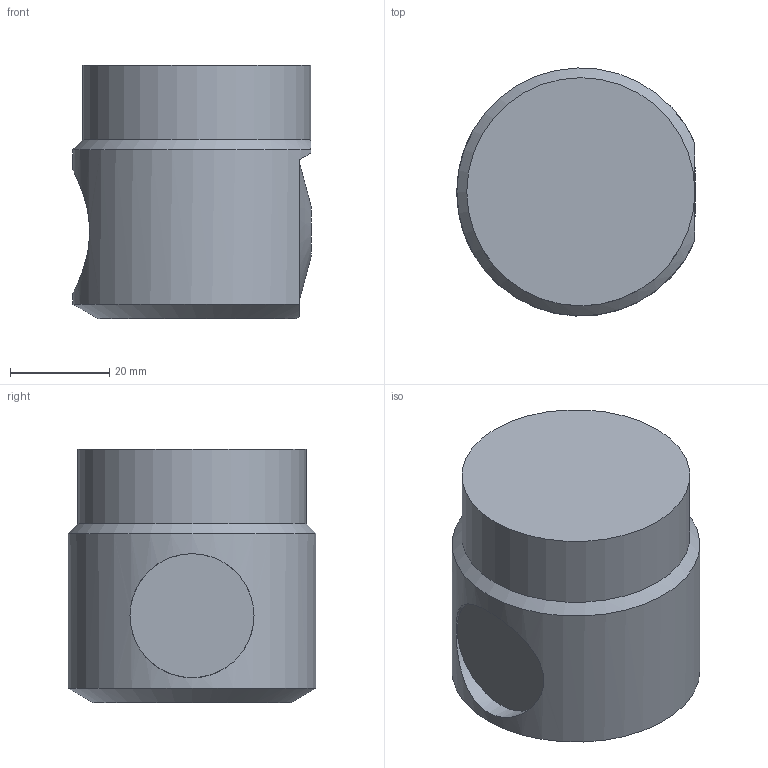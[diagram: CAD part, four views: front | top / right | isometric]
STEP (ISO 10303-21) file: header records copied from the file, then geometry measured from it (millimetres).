
FILE_DESCRIPTION((''),'1');
FILE_NAME('EWN2-32ER32.stp','2022-10-20T00:11:26',(''),(''),'Spatial Interop R21 SP3','Kubotek KeyCreator 2011 V10.0.2 (22737)',' ');
FILE_SCHEMA(('automotive_design'));
Length unit declared in the file: millimetre
Products named in the file (1): 240[2]
Bounding box: 48.03 x 49.98 x 51 mm (x, y, z)
Volume: 90958.1 mm3; surface area: 11293.9 mm2
Topology: 1 solids, 1 shells, 13 faces, 28 edges, 19 vertices
Faces by surface type: plane 7, cone 3, cylinder 3
Full cylindrical faces by diameter (mm): 25 x1, 46 x1
Entity records: 725 total; most frequent: CARTESIAN_POINT 187, DIRECTION 54, PRESENTATION_STYLE_ASSIGNMENT 49, COLOUR_RGB 49, ORIENTED_EDGE 42, STYLED_ITEM 35, CURVE_STYLE 35, DRAUGHTING_PRE_DEFINED_CURVE_FONT 35
